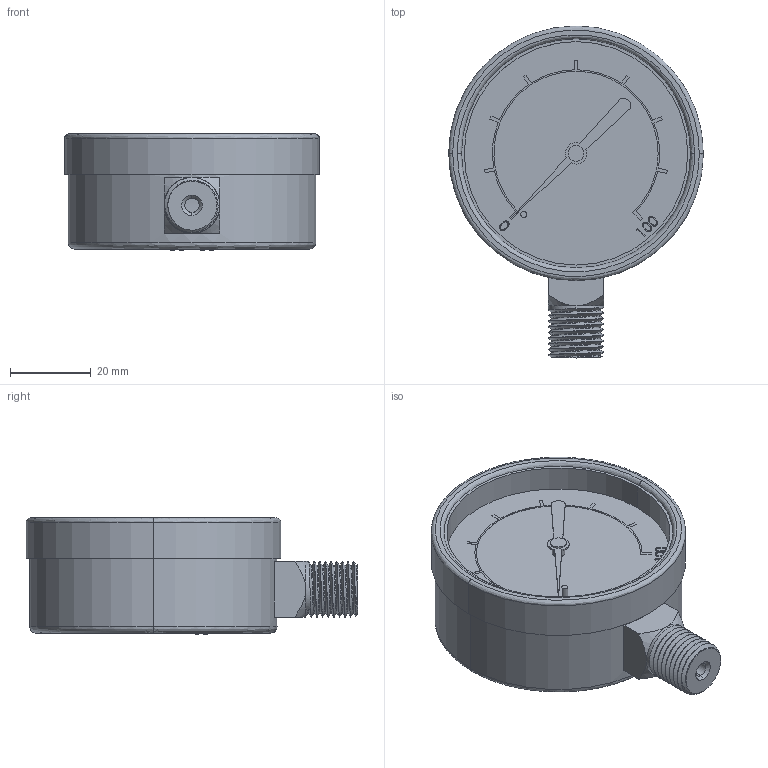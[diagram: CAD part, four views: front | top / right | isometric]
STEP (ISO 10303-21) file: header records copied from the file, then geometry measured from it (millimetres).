
FILE_DESCRIPTION (( 'STEP AP203' ), '1' );
FILE_NAME ('SE_01_2_2002.STEP', '2020-10-21T10:57:44', ( '' ), ( '' ), 'SwSTEP 2.0', 'SolidWorks 2017', '' );
FILE_SCHEMA (( 'CONFIG_CONTROL_DESIGN' ));
Length unit declared in the file: millimetre
Products named in the file (1): SE_01_2_2002
Bounding box: 63.25 x 82.42 x 28.83 mm (x, y, z)
Volume: 69988.8 mm3; surface area: 14769.3 mm2
Topology: 1 solids, 1 shells, 262 faces, 693 edges, 451 vertices
Faces by surface type: plane 116, cylinder 65, bspline 57, cone 24
Entity records: 13206 total; most frequent: CARTESIAN_POINT 7165, ORIENTED_EDGE 1386, DIRECTION 1042, EDGE_CURVE 693, VERTEX_POINT 451, VECTOR 358, LINE 358, AXIS2_PLACEMENT_3D 342
